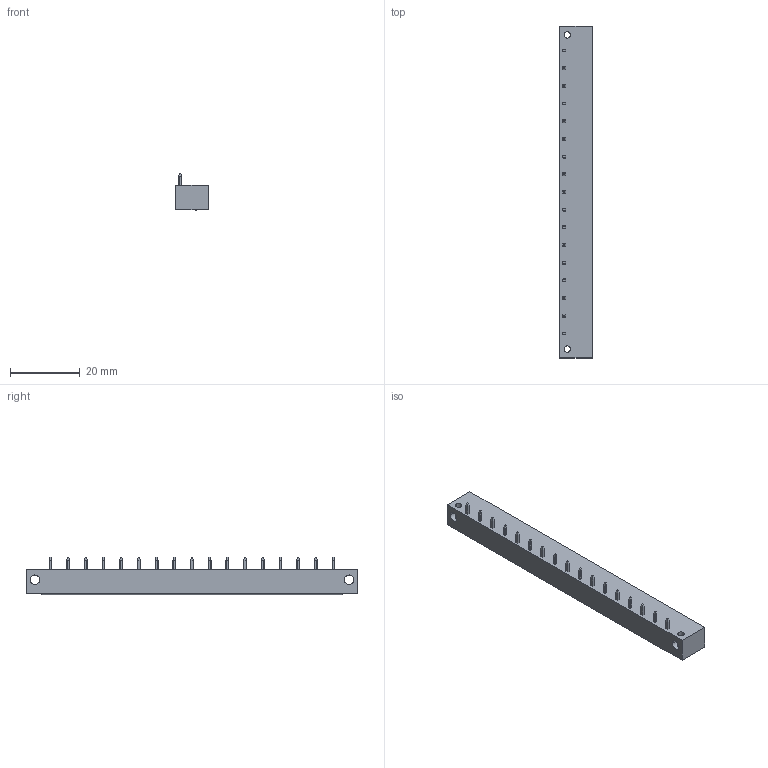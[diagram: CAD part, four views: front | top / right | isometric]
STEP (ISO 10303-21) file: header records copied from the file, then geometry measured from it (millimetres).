
FILE_DESCRIPTION((''),'2;1');
FILE_NAME('TLPHW-313R-XXP','2024-10-30T13:15:07',('sheji'),(''),'CREO PARAMETRIC BY PTC INC, 2018100','CREO PARAMETRIC BY PTC INC, 2018100','');
FILE_SCHEMA(('CONFIG_CONTROL_DESIGN'));
Length unit declared in the file: millimetre
Products named in the file (1): TLPHW-313R-XXP
Bounding box: 9.2 x 95.38 x 10.65 mm (x, y, z)
Volume: 4212.9 mm3; surface area: 6433.2 mm2
Topology: 1 solids, 1 shells, 988 faces, 2573 edges, 1656 vertices
Faces by surface type: plane 767, cylinder 166, cone 55
Entity records: 30101 total; most frequent: CARTESIAN_POINT 6234, ORIENTED_EDGE 5146, DIRECTION 4512, EDGE_CURVE 2573, VECTOR 1982, LINE 1982, VERTEX_POINT 1656, AXIS2_PLACEMENT_3D 1265
